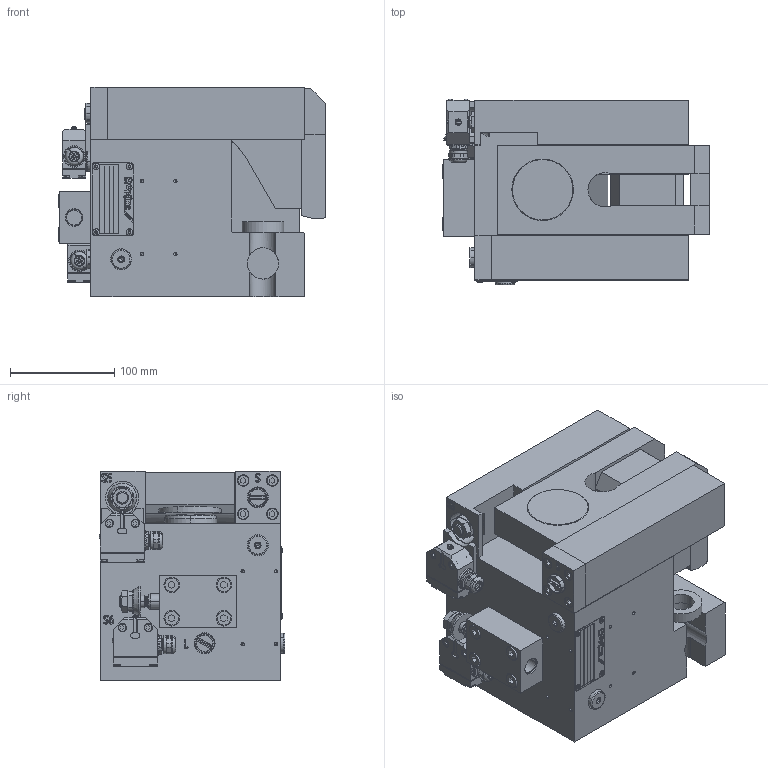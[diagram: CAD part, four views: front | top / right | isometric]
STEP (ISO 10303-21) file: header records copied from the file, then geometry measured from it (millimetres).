
FILE_DESCRIPTION(('STEP AP214'),'1');
FILE_NAME('38441432_PDV_200_75.stp','2019-03-06T09:40:40',(' '),(' '),'Spatial InterOp 3D',' ',' ');
FILE_SCHEMA(('automotive_design'));
Length unit declared in the file: millimetre
Products named in the file (62): 1; 2; 3; 4; 5; 6; BALLUFF BNS 819-100-R-11 |_BALLUFF BNS 819-100-R-11 -1;_BALLUFF BNS 819-100-R-11 -1; 7; 8; 9; 10; 11; 12; 13; BALLUFF BNS 819-100-R-11 |_BALLUFF STECKER 100;_BALLUFF STECKER 100; 14; 15; 16; 17; 18; 19; 20; 21; 22; BALLUFF BNS 819-100-R-11 |_BALLUFF PLUNGER D6 R;_BALLUFF PLUNGER D6 R; 23; 24; 25; 26; 27; 28; 29; 30; 31; 32; 33; 34; 35; 36; 37 ...
Bounding box: 256 x 178.2 x 201 mm (x, y, z)
Volume: 6084175.4 mm3; surface area: 593910.9 mm2
Topology: 62 solids, 62 shells, 2507 faces, 6161 edges, 3934 vertices
Faces by surface type: plane 1090, cylinder 775, cone 258, torus 180, extrusion 133, sphere 59, bspline 6, revolution 6
Entity records: 98701 total; most frequent: CARTESIAN_POINT 17114, DIRECTION 13034, ORIENTED_EDGE 12082, EDGE_CURVE 6041, AXIS2_PLACEMENT_3D 4925, VERTEX_POINT 3934, VECTOR 3178, LINE 3045
